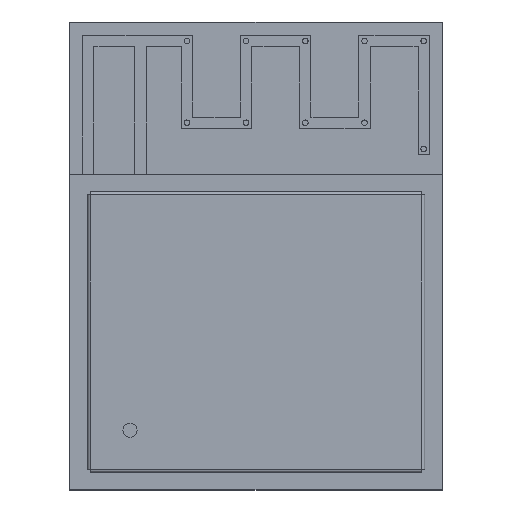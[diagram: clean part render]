
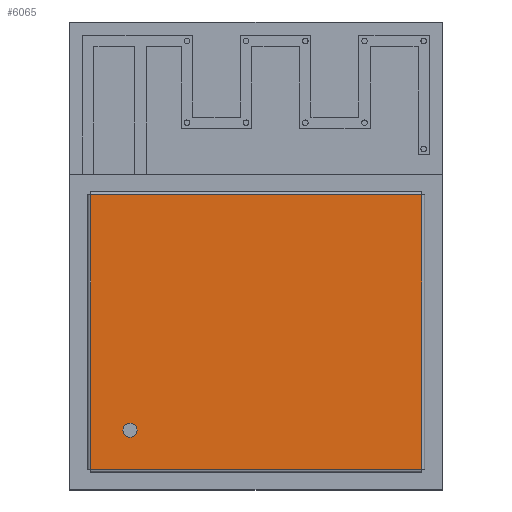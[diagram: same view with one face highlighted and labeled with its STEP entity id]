
A CAD part, top view. The second image highlights one B-rep face of the part: STEP entity #6065.
In plain terms, the highlighted planar face has unit normal (0, 0, 1).
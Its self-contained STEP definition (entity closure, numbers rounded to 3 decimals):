
#285 = CARTESIAN_POINT ( 'NONE',  ( -4.72, -6.18, 2. ) ) ;
#594 = DIRECTION ( 'NONE',  ( 0., 0., -1. ) ) ;
#1465 = EDGE_CURVE ( 'NONE', #4447, #14721, #8970, .T. ) ;
#1607 = DIRECTION ( 'NONE',  ( 0., 0., 1. ) ) ;
#2661 = LINE ( 'NONE', #22779, #14257 ) ;
#2689 = ORIENTED_EDGE ( 'NONE', *, *, #20143, .T. ) ;
#4346 = CARTESIAN_POINT ( 'NONE',  ( 0., -7.58, 2. ) ) ;
#4447 = VERTEX_POINT ( 'NONE', #20404 ) ;
#5679 = VERTEX_POINT ( 'NONE', #7045 ) ;
#5756 = LINE ( 'NONE', #13303, #26928 ) ;
#5938 = EDGE_CURVE ( 'NONE', #26630, #34070, #5756, .T. ) ;
#6065 = ADVANCED_FACE ( 'NONE', ( #31490, #7444 ), #10376, .F. ) ;
#6174 = ORIENTED_EDGE ( 'NONE', *, *, #11983, .T. ) ;
#7045 = CARTESIAN_POINT ( 'NONE',  ( 5.88, -7.58, 2. ) ) ;
#7092 = CARTESIAN_POINT ( 'NONE',  ( -4.47, -6.18, 2. ) ) ;
#7444 = FACE_OUTER_BOUND ( 'NONE', #9218, .T. ) ;
#7859 = CIRCLE ( 'NONE', #23001, 0.25 ) ;
#8230 = ORIENTED_EDGE ( 'NONE', *, *, #27674, .T. ) ;
#8970 = CIRCLE ( 'NONE', #22426, 0.25 ) ;
#9218 = EDGE_LOOP ( 'NONE', ( #29004, #8230, #6174, #2689 ) ) ;
#10376 = PLANE ( 'NONE',  #13887 ) ;
#10851 = CARTESIAN_POINT ( 'NONE',  ( 0., 0., 2. ) ) ;
#11983 = EDGE_CURVE ( 'NONE', #5679, #15936, #22397, .T. ) ;
#12922 = CARTESIAN_POINT ( 'NONE',  ( -5.87, 2.17, 2. ) ) ;
#13303 = CARTESIAN_POINT ( 'NONE',  ( -5.87, 0., 2. ) ) ;
#13887 = AXIS2_PLACEMENT_3D ( 'NONE', #10851, #594, #29513 ) ;
#14257 = VECTOR ( 'NONE', #14945, 1000. ) ;
#14629 = VECTOR ( 'NONE', #28701, 1000. ) ;
#14721 = VERTEX_POINT ( 'NONE', #285 ) ;
#14790 = CARTESIAN_POINT ( 'NONE',  ( -4.47, -6.18, 2. ) ) ;
#14945 = DIRECTION ( 'NONE',  ( -1., 0., 0. ) ) ;
#15021 = EDGE_LOOP ( 'NONE', ( #23522, #34062 ) ) ;
#15544 = DIRECTION ( 'NONE',  ( 1., 0., 0. ) ) ;
#15936 = VERTEX_POINT ( 'NONE', #24670 ) ;
#18052 = EDGE_CURVE ( 'NONE', #14721, #4447, #7859, .T. ) ;
#19289 = DIRECTION ( 'NONE',  ( 0., 1., 0. ) ) ;
#19908 = VECTOR ( 'NONE', #19289, 1000. ) ;
#20143 = EDGE_CURVE ( 'NONE', #15936, #26630, #2661, .T. ) ;
#20404 = CARTESIAN_POINT ( 'NONE',  ( -4.22, -6.18, 2. ) ) ;
#22397 = LINE ( 'NONE', #32793, #19908 ) ;
#22426 = AXIS2_PLACEMENT_3D ( 'NONE', #7092, #28642, #15544 ) ;
#22779 = CARTESIAN_POINT ( 'NONE',  ( 0., 2.17, 2. ) ) ;
#23001 = AXIS2_PLACEMENT_3D ( 'NONE', #14790, #1607, #28111 ) ;
#23522 = ORIENTED_EDGE ( 'NONE', *, *, #1465, .F. ) ;
#24670 = CARTESIAN_POINT ( 'NONE',  ( 5.88, 2.17, 2. ) ) ;
#26253 = LINE ( 'NONE', #4346, #14629 ) ;
#26630 = VERTEX_POINT ( 'NONE', #12922 ) ;
#26928 = VECTOR ( 'NONE', #31613, 1000. ) ;
#27674 = EDGE_CURVE ( 'NONE', #34070, #5679, #26253, .T. ) ;
#28111 = DIRECTION ( 'NONE',  ( 1., 0., 0. ) ) ;
#28642 = DIRECTION ( 'NONE',  ( 0., 0., 1. ) ) ;
#28701 = DIRECTION ( 'NONE',  ( 1., 0., 0. ) ) ;
#29004 = ORIENTED_EDGE ( 'NONE', *, *, #5938, .T. ) ;
#29513 = DIRECTION ( 'NONE',  ( -1., 0., 0. ) ) ;
#30365 = CARTESIAN_POINT ( 'NONE',  ( -5.87, -7.58, 2. ) ) ;
#31490 = FACE_BOUND ( 'NONE', #15021, .T. ) ;
#31613 = DIRECTION ( 'NONE',  ( 0., -1., 0. ) ) ;
#32793 = CARTESIAN_POINT ( 'NONE',  ( 5.88, 0., 2. ) ) ;
#34062 = ORIENTED_EDGE ( 'NONE', *, *, #18052, .F. ) ;
#34070 = VERTEX_POINT ( 'NONE', #30365 ) ;
